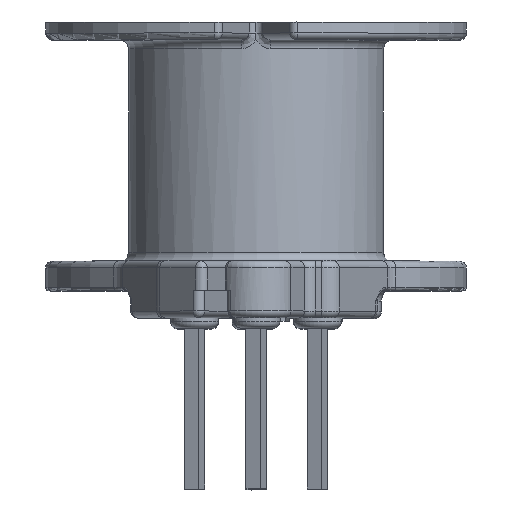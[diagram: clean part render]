
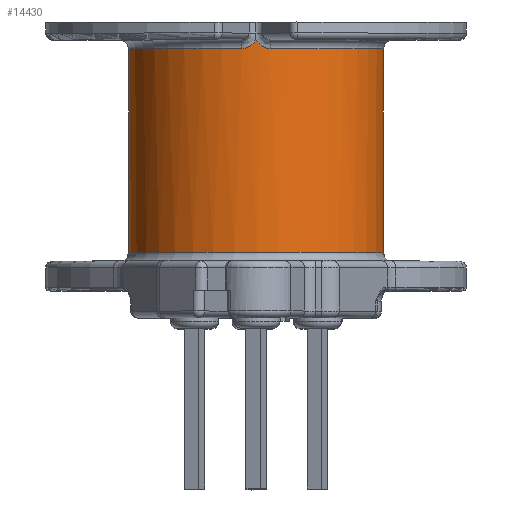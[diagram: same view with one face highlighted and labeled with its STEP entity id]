
A CAD part, top view. The second image highlights one B-rep face of the part: STEP entity #14430.
In plain terms, the highlighted cylindrical face has radius 3.725 mm (diameter 7.45 mm), a partial arc.
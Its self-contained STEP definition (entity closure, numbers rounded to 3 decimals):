
#3886=DIRECTION('',(0.,-1.,0.));
#3887=VECTOR('',#3886,5.96);
#3888=CARTESIAN_POINT('',(-3.725,7.08,0.));
#3889=LINE('',#3888,#3887);
#3890=CARTESIAN_POINT('',(0.,7.08,0.));
#3891=DIRECTION('',(0.,-1.,0.));
#3892=DIRECTION('',(-0.111,0.,0.994));
#3893=AXIS2_PLACEMENT_3D('',#3890,#3891,#3892);
#3905=CARTESIAN_POINT('',(0.,7.08,0.));
#3906=DIRECTION('',(0.,-1.,0.));
#3907=DIRECTION('',(1.,0.,0.));
#3908=AXIS2_PLACEMENT_3D('',#3905,#3906,#3907);
#3910=CARTESIAN_POINT('',(0.,7.08,0.));
#3911=DIRECTION('',(0.,-1.,0.));
#3912=DIRECTION('',(1.,0.,0.008));
#3913=AXIS2_PLACEMENT_3D('',#3910,#3911,#3912);
#3967=CARTESIAN_POINT('',(0.412,7.08,3.702));
#3968=CARTESIAN_POINT('',(0.378,7.08,3.706));
#3969=CARTESIAN_POINT('',(0.311,7.088,3.712));
#3970=CARTESIAN_POINT('',(0.211,7.125,3.719));
#3971=CARTESIAN_POINT('',(0.121,7.186,3.723));
#3972=CARTESIAN_POINT('',(0.047,7.268,3.725));
#3973=CARTESIAN_POINT('',(0.013,7.33,3.725));
#3974=CARTESIAN_POINT('',(0.,7.364,
3.725));
#3983=DIRECTION('',(0.,-1.,0.));
#3984=VECTOR('',#3983,5.96);
#3985=CARTESIAN_POINT('',(3.725,7.08,0.));
#3986=LINE('',#3985,#3984);
#3987=CARTESIAN_POINT('',(0.,7.364,
3.725));
#3988=CARTESIAN_POINT('',(-0.013,7.33,
3.725));
#3989=CARTESIAN_POINT('',(-0.047,7.268,
3.725));
#3990=CARTESIAN_POINT('',(-0.121,7.186,
3.723));
#3991=CARTESIAN_POINT('',(-0.211,7.125,
3.719));
#3992=CARTESIAN_POINT('',(-0.311,7.088,
3.712));
#3993=CARTESIAN_POINT('',(-0.378,7.08,
3.706));
#3994=CARTESIAN_POINT('',(-0.412,7.08,
3.702));
#5393=CARTESIAN_POINT('',(0.,1.12,0.));
#5394=DIRECTION('',(0.,1.,0.));
#5395=DIRECTION('',(-1.,0.,0.));
#5396=AXIS2_PLACEMENT_3D('',#5393,#5394,#5395);
#5398=CARTESIAN_POINT('',(0.,1.12,0.));
#5399=DIRECTION('',(0.,1.,0.));
#5400=DIRECTION('',(-1.,0.,0.009));
#5401=AXIS2_PLACEMENT_3D('',#5398,#5399,#5400);
#6957=CARTESIAN_POINT('',(-3.725,1.12,0.));
#6959=VERTEX_POINT('',#6957);
#6960=CARTESIAN_POINT('',(3.725,1.12,0.));
#6961=VERTEX_POINT('',#6960);
#6963=CARTESIAN_POINT('',(3.725,7.08,0.));
#6965=VERTEX_POINT('',#6963);
#6966=CARTESIAN_POINT('',(-3.725,7.08,0.));
#6967=VERTEX_POINT('',#6966);
#6976=CARTESIAN_POINT('',(-0.412,7.08,3.702));
#6977=VERTEX_POINT('',#6976);
#6978=CARTESIAN_POINT('',(3.725,7.08,0.03));
#6979=CARTESIAN_POINT('',(0.412,7.08,3.702));
#6980=VERTEX_POINT('',#6978);
#6981=VERTEX_POINT('',#6979);
#6991=VERTEX_POINT('',#3974);
#6993=CARTESIAN_POINT('',(-3.725,1.12,0.032));
#6994=VERTEX_POINT('',#6993);
#14411=CARTESIAN_POINT('',(0.,8.243,0.));
#14412=DIRECTION('',(0.,-1.,0.));
#14413=DIRECTION('',(-1.,0.,0.));
#14414=AXIS2_PLACEMENT_3D('',#14411,#14412,#14413);
#14415=CYLINDRICAL_SURFACE('',#14414,3.725);
#14417=ORIENTED_EDGE('',*,*,#14416,.F.);
#14418=ORIENTED_EDGE('',*,*,#14402,.F.);
#14419=ORIENTED_EDGE('',*,*,#14314,.F.);
#14420=ORIENTED_EDGE('',*,*,#14312,.F.);
#14421=ORIENTED_EDGE('',*,*,#14290,.T.);
#14423=ORIENTED_EDGE('',*,*,#14422,.F.);
#14425=ORIENTED_EDGE('',*,*,#14424,.F.);
#14426=ORIENTED_EDGE('',*,*,#14286,.F.);
#14427=ORIENTED_EDGE('',*,*,#14308,.F.);
#14428=EDGE_LOOP('',(#14417,#14418,#14419,#14420,#14421,#14423,#14425,#14426,
#14427));
#14429=FACE_OUTER_BOUND('',#14428,.F.);
#3894=CIRCLE('',#3893,3.725);
#3909=CIRCLE('',#3908,3.725);
#3914=CIRCLE('',#3913,3.725);
#3975=B_SPLINE_CURVE_WITH_KNOTS('',3,(#3967,#3968,#3969,#3970,#3971,#3972,#3973,
#3974),.UNSPECIFIED.,.F.,.F.,(4,1,1,1,1,4),(0.,0.2,0.4,0.6,0.8,1.),
.UNSPECIFIED.);
#3995=B_SPLINE_CURVE_WITH_KNOTS('',3,(#3987,#3988,#3989,#3990,#3991,#3992,#3993,
#3994),.UNSPECIFIED.,.F.,.F.,(4,1,1,1,1,4),(0.,0.2,0.4,0.6,0.8,1.),
.UNSPECIFIED.);
#5397=CIRCLE('',#5396,3.725);
#5402=CIRCLE('',#5401,3.725);
#14286=EDGE_CURVE('',#6967,#6959,#3889,.T.);
#14290=EDGE_CURVE('',#6965,#6961,#3986,.T.);
#14308=EDGE_CURVE('',#6977,#6967,#3894,.T.);
#14312=EDGE_CURVE('',#6965,#6980,#3909,.T.);
#14314=EDGE_CURVE('',#6980,#6981,#3914,.T.);
#14402=EDGE_CURVE('',#6981,#6991,#3975,.T.);
#14416=EDGE_CURVE('',#6991,#6977,#3995,.T.);
#14422=EDGE_CURVE('',#6994,#6961,#5402,.T.);
#14424=EDGE_CURVE('',#6959,#6994,#5397,.T.);
#14430=ADVANCED_FACE('',(#14429),#14415,.T.);
